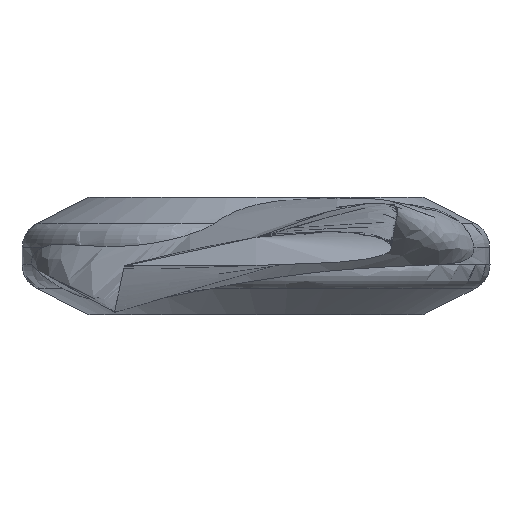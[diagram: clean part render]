
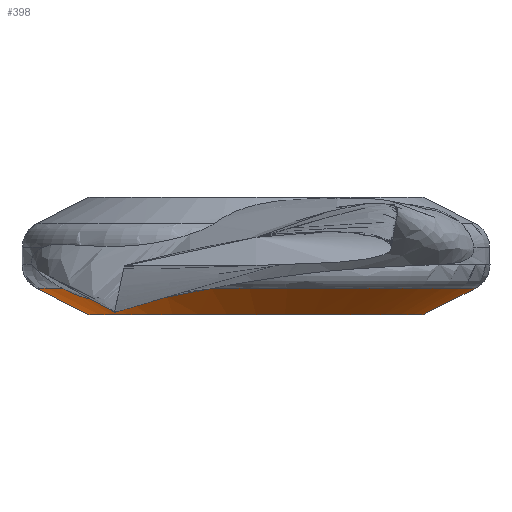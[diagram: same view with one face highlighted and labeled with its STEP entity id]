
A CAD part, left-side view. The second image highlights one B-rep face of the part: STEP entity #398.
In plain terms, the highlighted conical face has half-angle 63.435 degrees and reference radius 76.2 mm.
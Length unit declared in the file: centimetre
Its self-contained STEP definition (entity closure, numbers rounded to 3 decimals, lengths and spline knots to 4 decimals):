
#107=CONICAL_SURFACE('',#425,7.62,1.107);
#120=CIRCLE('',#414,6.35);
#125=CIRCLE('',#424,8.3284);
#140=VERTEX_POINT('',#923);
#144=VERTEX_POINT('',#4291);
#145=VERTEX_POINT('',#4322);
#156=VERTEX_POINT('',#4669);
#157=VERTEX_POINT('',#8058);
#169=B_SPLINE_CURVE_WITH_KNOTS('',3,(#4292,#4293,#4294,#4295,#4296,#4297,
#4298,#4299,#4300,#4301,#4302,#4303,#4304,#4305,#4306,#4307,#4308,#4309,
#4310,#4311,#4312,#4313,#4314,#4315,#4316,#4317,#4318,#4319,#4320,#4321),
 .UNSPECIFIED.,.F.,.U.,(4,2,2,2,2,2,2,2,2,2,2,2,2,2,4),(0.,0.5855,
1.2891,2.4767,5.3967,8.8337,13.6833,
18.179,21.3677,23.8244,24.8971,25.7806,
26.9,27.8967,29.0263),.UNSPECIFIED.);
#182=B_SPLINE_CURVE_WITH_KNOTS('',3,(#8028,#8029,#8030,#8031,#8032,#8033,
#8034,#8035,#8036,#8037,#8038,#8039,#8040,#8041,#8042,#8043,#8044,#8045,
#8046,#8047,#8048,#8049,#8050,#8051,#8052,#8053,#8054,#8055,#8056,#8057),
 .UNSPECIFIED.,.F.,.U.,(4,2,2,2,2,2,2,2,2,2,2,2,2,2,4),(0.,0.5855,
1.2891,2.4767,5.3967,8.8337,13.6833,
18.179,21.3677,23.8244,24.8971,25.7806,
26.9,27.8967,29.0263),.UNSPECIFIED.);
#200=EDGE_CURVE('',#140,#140,#120,.T.);
#205=EDGE_CURVE('',#145,#144,#169,.T.);
#220=EDGE_CURVE('',#145,#156,#125,.T.);
#223=EDGE_CURVE('',#157,#156,#182,.T.);
#229=EDGE_CURVE('',#157,#144,#125,.T.);
#309=ORIENTED_EDGE('',*,*,#205,.T.);
#310=ORIENTED_EDGE('',*,*,#229,.F.);
#311=ORIENTED_EDGE('',*,*,#223,.T.);
#312=ORIENTED_EDGE('',*,*,#220,.F.);
#313=ORIENTED_EDGE('',*,*,#200,.T.);
#347=EDGE_LOOP('',(#309,#310,#311,#312));
#348=EDGE_LOOP('',(#313));
#379=FACE_BOUND('',#347,.T.);
#380=FACE_BOUND('',#348,.T.);
#398=ADVANCED_FACE('',(#379,#380),#107,.T.);
#414=AXIS2_PLACEMENT_3D('',#922,#453,#454);
#424=AXIS2_PLACEMENT_3D('',#4668,#470,#471);
#425=AXIS2_PLACEMENT_3D('',#8145,#472,#473);
#453=DIRECTION('',(0.,0.,1.));
#454=DIRECTION('',(0.,6.35,0.));
#470=DIRECTION('',(0.,0.,1.));
#471=DIRECTION('',(0.,-8.328,0.));
#472=DIRECTION('',(0.,0.,1.));
#473=DIRECTION('',(0.,7.62,0.));
#922=CARTESIAN_POINT('',(0.,0.,-2.2225));
#923=CARTESIAN_POINT('',(0.,6.35,-2.2225));
#4291=CARTESIAN_POINT('',(-3.9291,7.3433,-1.2333));
#4292=CARTESIAN_POINT('',(-11.2882,-3.3615,0.4915));
#4293=CARTESIAN_POINT('',(-11.1408,-3.2654,0.4072));
#4294=CARTESIAN_POINT('',(-10.9191,-3.1559,0.2851));
#4295=CARTESIAN_POINT('',(-10.4057,-2.6935,-0.0238));
#4296=CARTESIAN_POINT('',(-10.2405,-2.4153,-0.1374));
#4297=CARTESIAN_POINT('',(-9.9505,-1.8952,-0.3347));
#4298=CARTESIAN_POINT('',(-9.7691,-1.5118,-0.4557));
#4299=CARTESIAN_POINT('',(-9.4369,-0.8174,-0.6669));
#4300=CARTESIAN_POINT('',(-9.261,-0.4112,-0.7679));
#4301=CARTESIAN_POINT('',(-8.7964,0.5699,-0.9981));
#4302=CARTESIAN_POINT('',(-8.5366,1.0717,-1.1046));
#4303=CARTESIAN_POINT('',(-7.7949,2.2859,-1.3547));
#4304=CARTESIAN_POINT('',(-7.3009,2.9426,-1.4827));
#4305=CARTESIAN_POINT('',(-6.1973,4.1285,-1.6933));
#4306=CARTESIAN_POINT('',(-5.6538,4.6042,-1.7692));
#4307=CARTESIAN_POINT('',(-4.7833,5.4512,-1.7801));
#4308=CARTESIAN_POINT('',(-4.5217,5.7338,-1.7495));
#4309=CARTESIAN_POINT('',(-4.1791,6.1733,-1.6719));
#4310=CARTESIAN_POINT('',(-4.0031,6.4279,-1.6127));
#4311=CARTESIAN_POINT('',(-3.8736,6.8095,-1.4807));
#4312=CARTESIAN_POINT('',(-3.8503,6.9287,-1.4342));
#4313=CARTESIAN_POINT('',(-3.857,7.1434,-1.3385));
#4314=CARTESIAN_POINT('',(-3.8781,7.2348,-1.2932));
#4315=CARTESIAN_POINT('',(-3.9693,7.4305,-1.1854));
#4316=CARTESIAN_POINT('',(-4.0506,7.5316,-1.1217));
#4317=CARTESIAN_POINT('',(-4.2735,7.7241,-0.9838));
#4318=CARTESIAN_POINT('',(-4.4003,7.8092,-0.9158));
#4319=CARTESIAN_POINT('',(-4.6641,7.9535,-0.7876));
#4320=CARTESIAN_POINT('',(-4.794,8.0046,-0.7325));
#4321=CARTESIAN_POINT('',(-4.915,8.0363,-0.6874));
#4322=CARTESIAN_POINT('',(-8.1536,1.6972,-1.2333));
#4668=CARTESIAN_POINT('',(0.,0.,-1.2333));
#4669=CARTESIAN_POINT('',(3.9291,-7.3433,-1.2333));
#8028=CARTESIAN_POINT('',(11.2882,3.3615,0.4915));
#8029=CARTESIAN_POINT('',(11.1408,3.2654,0.4072));
#8030=CARTESIAN_POINT('',(10.9191,3.1559,0.2851));
#8031=CARTESIAN_POINT('',(10.4057,2.6935,-0.0238));
#8032=CARTESIAN_POINT('',(10.2405,2.4153,-0.1374));
#8033=CARTESIAN_POINT('',(9.9505,1.8952,-0.3347));
#8034=CARTESIAN_POINT('',(9.7691,1.5118,-0.4557));
#8035=CARTESIAN_POINT('',(9.4369,0.8174,-0.6669));
#8036=CARTESIAN_POINT('',(9.261,0.4112,-0.7679));
#8037=CARTESIAN_POINT('',(8.7964,-0.5699,-0.9981));
#8038=CARTESIAN_POINT('',(8.5366,-1.0717,-1.1046));
#8039=CARTESIAN_POINT('',(7.7949,-2.2859,-1.3547));
#8040=CARTESIAN_POINT('',(7.3009,-2.9426,-1.4827));
#8041=CARTESIAN_POINT('',(6.1973,-4.1285,-1.6933));
#8042=CARTESIAN_POINT('',(5.6538,-4.6042,-1.7692));
#8043=CARTESIAN_POINT('',(4.7833,-5.4512,-1.7801));
#8044=CARTESIAN_POINT('',(4.5217,-5.7338,-1.7495));
#8045=CARTESIAN_POINT('',(4.1791,-6.1733,-1.6719));
#8046=CARTESIAN_POINT('',(4.0031,-6.4279,-1.6127));
#8047=CARTESIAN_POINT('',(3.8736,-6.8095,-1.4807));
#8048=CARTESIAN_POINT('',(3.8503,-6.9287,-1.4342));
#8049=CARTESIAN_POINT('',(3.857,-7.1434,-1.3385));
#8050=CARTESIAN_POINT('',(3.8781,-7.2348,-1.2932));
#8051=CARTESIAN_POINT('',(3.9693,-7.4305,-1.1854));
#8052=CARTESIAN_POINT('',(4.0506,-7.5316,-1.1217));
#8053=CARTESIAN_POINT('',(4.2735,-7.7241,-0.9838));
#8054=CARTESIAN_POINT('',(4.4003,-7.8092,-0.9158));
#8055=CARTESIAN_POINT('',(4.6641,-7.9535,-0.7876));
#8056=CARTESIAN_POINT('',(4.794,-8.0046,-0.7325));
#8057=CARTESIAN_POINT('',(4.915,-8.0363,-0.6874));
#8058=CARTESIAN_POINT('',(8.1536,-1.6972,-1.2333));
#8145=CARTESIAN_POINT('',(0.,0.,-1.5875));
